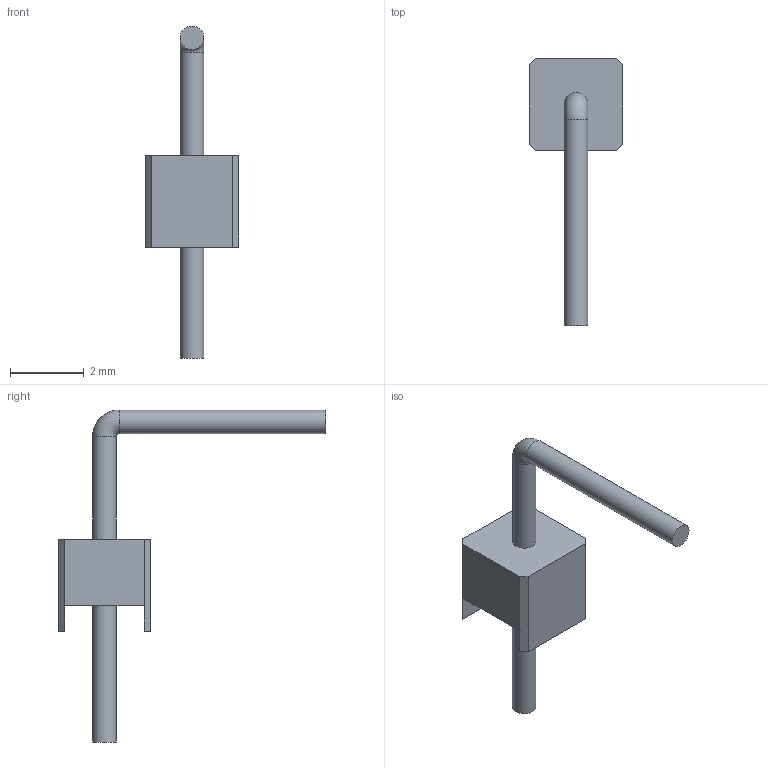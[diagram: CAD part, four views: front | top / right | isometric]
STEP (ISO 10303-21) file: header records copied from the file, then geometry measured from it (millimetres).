
FILE_DESCRIPTION(('STEP AP214'), '1');
FILE_NAME('Äåòàëü', '2015-07-13T10:38:54', ('Àíòîí'), (''), 'ASCON STEP Converter 1.3', 'ASCON Math Kernel', '');
FILE_SCHEMA(('AUTOMOTIVE_DESIGN { 1 0 10303 214 3 1 1}'));
Length unit declared in the file: millimetre
Bounding box: 2.54 x 7.25 x 9 mm (x, y, z)
Volume: 16 mm3; surface area: 62.9 mm2
Topology: 1 solids, 1 shells, 20 faces, 42 edges, 26 vertices
Faces by surface type: plane 16, cylinder 3, torus 1
Full cylindrical faces by diameter (mm): 0.64 x3
Entity records: 708 total; most frequent: DIRECTION 86, CARTESIAN_POINT 85, ORIENTED_EDGE 76, EDGE_CURVE 38, LINE 32, VECTOR 32, AXIS2_PLACEMENT_3D 27, EDGE_LOOP 26
